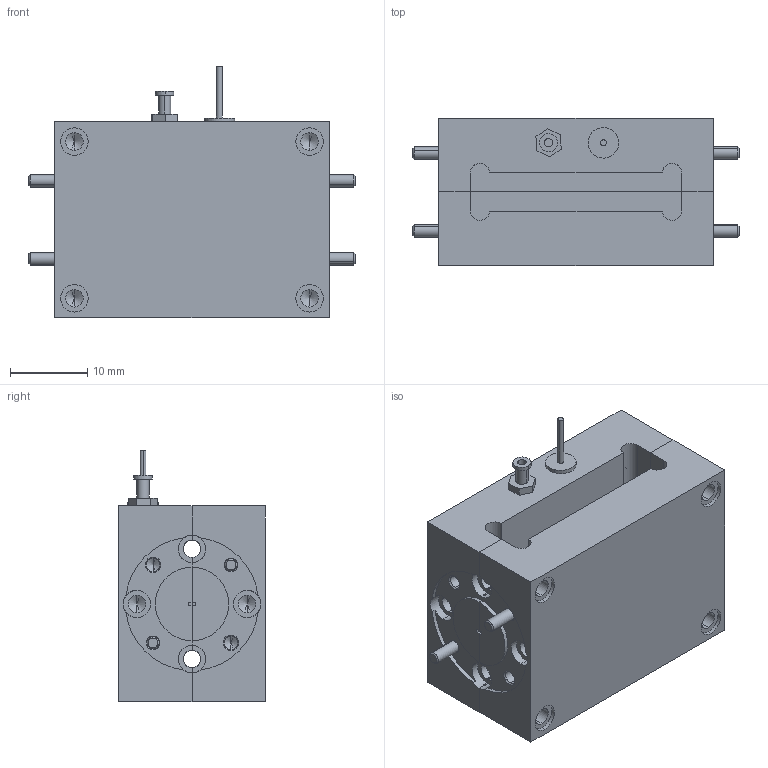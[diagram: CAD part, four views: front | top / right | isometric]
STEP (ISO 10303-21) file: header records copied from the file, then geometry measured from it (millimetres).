
FILE_DESCRIPTION (( 'STEP AP214' ), '1' );
FILE_NAME ('BG-S03-2-A, Defeatured.STEP', '2022-05-28T00:08:21', ( '' ), ( '' ), 'SwSTEP 2.0', 'SolidWorks 2021', '' );
FILE_SCHEMA (( 'AUTOMOTIVE_DESIGN' ));
Length unit declared in the file: inch
Products named in the file (1): BG-S03-2-A, Defeatured
Bounding box: 42.29 x 19.05 x 32.64 mm (x, y, z)
Volume: 14356.4 mm3; surface area: 8995.4 mm2
Topology: 13 solids, 13 shells, 486 faces, 1280 edges, 804 vertices
Faces by surface type: plane 244, cylinder 146, cone 96
Entity records: 20402 total; most frequent: CARTESIAN_POINT 2875, DIRECTION 2518, ORIENTED_EDGE 2464, EDGE_CURVE 1232, AXIS2_PLACEMENT_3D 895, VERTEX_POINT 804, LINE 728, VECTOR 728
